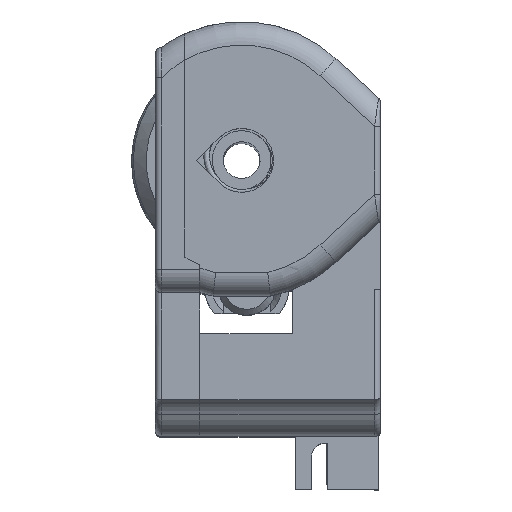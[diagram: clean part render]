
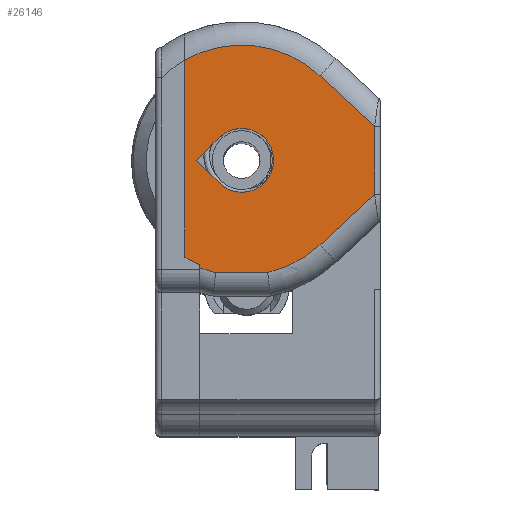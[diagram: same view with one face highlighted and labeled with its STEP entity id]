
A CAD part, top view. The second image highlights one B-rep face of the part: STEP entity #26146.
In plain terms, the highlighted planar face has unit normal (0, 0, 1).
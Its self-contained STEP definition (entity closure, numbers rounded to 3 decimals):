
#1242=FACE_BOUND('',#9416,.T.);
#1418=PLANE('',#27841);
#2605=LINE('',#36462,#5167);
#2633=LINE('',#36571,#5195);
#2638=LINE('',#36616,#5200);
#2652=LINE('',#36747,#5214);
#2653=LINE('',#36751,#5215);
#2654=LINE('',#36755,#5216);
#2655=LINE('',#36757,#5217);
#2656=LINE('',#36760,#5218);
#2657=LINE('',#36761,#5219);
#5167=VECTOR('',#29913,10.);
#5195=VECTOR('',#29995,10.);
#5200=VECTOR('',#30014,10.);
#5214=VECTOR('',#30066,10.);
#5215=VECTOR('',#30071,10.);
#5216=VECTOR('',#30076,10.);
#5217=VECTOR('',#30077,10.);
#5218=VECTOR('',#30080,10.);
#5219=VECTOR('',#30081,10.);
#7933=FACE_OUTER_BOUND('',#9415,.T.);
#9415=EDGE_LOOP('',(#18665,#18666,#18667,#18668,#18669,#18670,#18671,#18672,
#18673,#18674,#18675));
#9416=EDGE_LOOP('',(#18676,#18677,#18678));
#10973=CIRCLE('',#27812,2.175);
#10982=CIRCLE('',#27837,7.85);
#10985=CIRCLE('',#27842,7.85);
#10986=CIRCLE('',#27843,7.65);
#10987=CIRCLE('',#27844,7.85);
#11991=VERTEX_POINT('',#36458);
#11993=VERTEX_POINT('',#36461);
#12032=VERTEX_POINT('',#36563);
#12033=VERTEX_POINT('',#36565);
#12034=VERTEX_POINT('',#36569);
#12040=VERTEX_POINT('',#36608);
#12042=VERTEX_POINT('',#36614);
#12051=VERTEX_POINT('',#36679);
#12053=VERTEX_POINT('',#36709);
#12057=VERTEX_POINT('',#36746);
#12058=VERTEX_POINT('',#36750);
#12059=VERTEX_POINT('',#36753);
#12060=VERTEX_POINT('',#36756);
#12061=VERTEX_POINT('',#36759);
#14561=EDGE_CURVE('',#11993,#11991,#2605,.T.);
#14607=EDGE_CURVE('',#12033,#12032,#10973,.T.);
#14610=EDGE_CURVE('',#11991,#12034,#2633,.T.);
#14621=EDGE_CURVE('',#12042,#12040,#2638,.T.);
#14642=EDGE_CURVE('',#12051,#12053,#10982,.T.);
#14647=EDGE_CURVE('',#12040,#12057,#2652,.T.);
#14649=EDGE_CURVE('',#12058,#12042,#2653,.T.);
#14650=EDGE_CURVE('',#11993,#12058,#10985,.T.);
#14651=EDGE_CURVE('',#12034,#12059,#10986,.T.);
#14652=EDGE_CURVE('',#12059,#12053,#2654,.T.);
#14653=EDGE_CURVE('',#12060,#12051,#2655,.T.);
#14654=EDGE_CURVE('',#12057,#12060,#10987,.T.);
#14655=EDGE_CURVE('',#12032,#12061,#2656,.T.);
#14656=EDGE_CURVE('',#12061,#12033,#2657,.T.);
#18665=ORIENTED_EDGE('',*,*,#14621,.F.);
#18666=ORIENTED_EDGE('',*,*,#14649,.F.);
#18667=ORIENTED_EDGE('',*,*,#14650,.F.);
#18668=ORIENTED_EDGE('',*,*,#14561,.T.);
#18669=ORIENTED_EDGE('',*,*,#14610,.T.);
#18670=ORIENTED_EDGE('',*,*,#14651,.T.);
#18671=ORIENTED_EDGE('',*,*,#14652,.T.);
#18672=ORIENTED_EDGE('',*,*,#14642,.F.);
#18673=ORIENTED_EDGE('',*,*,#14653,.F.);
#18674=ORIENTED_EDGE('',*,*,#14654,.F.);
#18675=ORIENTED_EDGE('',*,*,#14647,.F.);
#18676=ORIENTED_EDGE('',*,*,#14607,.T.);
#18677=ORIENTED_EDGE('',*,*,#14655,.T.);
#18678=ORIENTED_EDGE('',*,*,#14656,.T.);
#26146=ADVANCED_FACE('',(#7933,#1242),#1418,.T.);
#27812=AXIS2_PLACEMENT_3D('',#36566,#29989,#29990);
#27837=AXIS2_PLACEMENT_3D('',#36710,#30060,#30061);
#27841=AXIS2_PLACEMENT_3D('',#36749,#30069,#30070);
#27842=AXIS2_PLACEMENT_3D('',#36752,#30072,#30073);
#27843=AXIS2_PLACEMENT_3D('',#36754,#30074,#30075);
#27844=AXIS2_PLACEMENT_3D('',#36758,#30078,#30079);
#29913=DIRECTION('',(0.,-1.,0.));
#29989=DIRECTION('center_axis',(0.,0.,-1.));
#29990=DIRECTION('ref_axis',(-0.707,-0.707,0.));
#29995=DIRECTION('',(0.,-1.,0.));
#30014=DIRECTION('',(0.,-1.,0.));
#30060=DIRECTION('center_axis',(0.,0.,-1.));
#30061=DIRECTION('ref_axis',(-0.254,-0.967,0.));
#30066=DIRECTION('',(-0.733,-0.68,0.));
#30069=DIRECTION('center_axis',(0.,0.,1.));
#30070=DIRECTION('ref_axis',(-1.,0.,0.));
#30071=DIRECTION('',(0.733,-0.68,0.));
#30072=DIRECTION('center_axis',(0.,0.,-1.));
#30073=DIRECTION('ref_axis',(0.161,0.987,0.));
#30074=DIRECTION('center_axis',(0.,0.,1.));
#30075=DIRECTION('ref_axis',(-0.373,-0.928,0.));
#30076=DIRECTION('',(0.,-1.,0.));
#30077=DIRECTION('',(-1.,0.,0.));
#30078=DIRECTION('center_axis',(0.,0.,-1.));
#30079=DIRECTION('ref_axis',(0.46,-0.888,0.));
#30080=DIRECTION('',(-0.707,0.707,0.));
#30081=DIRECTION('',(0.707,0.707,0.));
#36458=CARTESIAN_POINT('',(-22.923,15.793,44.15));
#36461=CARTESIAN_POINT('',(-22.923,16.024,44.15));
#36462=CARTESIAN_POINT('',(-22.923,17.818,44.15));
#36563=CARTESIAN_POINT('',(-20.572,7.667,44.15));
#36565=CARTESIAN_POINT('',(-20.572,10.743,44.15));
#36566=CARTESIAN_POINT('Origin',(-19.034,9.205,44.15));
#36569=CARTESIAN_POINT('',(-22.923,2.617,44.15));
#36571=CARTESIAN_POINT('',(-22.923,15.793,44.15));
#36608=CARTESIAN_POINT('',(-9.984,6.89,44.15));
#36614=CARTESIAN_POINT('',(-9.984,11.52,44.15));
#36616=CARTESIAN_POINT('',(-9.984,7.193,44.15));
#36679=CARTESIAN_POINT('',(-20.809,1.558,44.15));
#36709=CARTESIAN_POINT('',(-21.884,1.89,44.15));
#36710=CARTESIAN_POINT('Origin',(-19.034,9.205,44.15));
#36746=CARTESIAN_POINT('',(-13.698,3.447,44.15));
#36747=CARTESIAN_POINT('',(-12.924,4.164,44.15));
#36749=CARTESIAN_POINT('Origin',(-16.253,9.307,44.15));
#36750=CARTESIAN_POINT('',(-13.698,14.962,44.15));
#36751=CARTESIAN_POINT('',(-11.462,12.89,44.15));
#36752=CARTESIAN_POINT('Origin',(-19.034,9.205,44.15));
#36753=CARTESIAN_POINT('',(-21.884,2.106,44.15));
#36754=CARTESIAN_POINT('Origin',(-19.034,9.205,44.15));
#36755=CARTESIAN_POINT('',(-21.884,4.751,44.15));
#36756=CARTESIAN_POINT('',(-17.259,1.558,44.15));
#36757=CARTESIAN_POINT('',(-19.588,1.558,44.15));
#36758=CARTESIAN_POINT('Origin',(-19.034,9.205,44.15));
#36759=CARTESIAN_POINT('',(-22.11,9.205,44.15));
#36760=CARTESIAN_POINT('',(-20.572,7.667,44.15));
#36761=CARTESIAN_POINT('',(-22.11,9.205,44.15));
